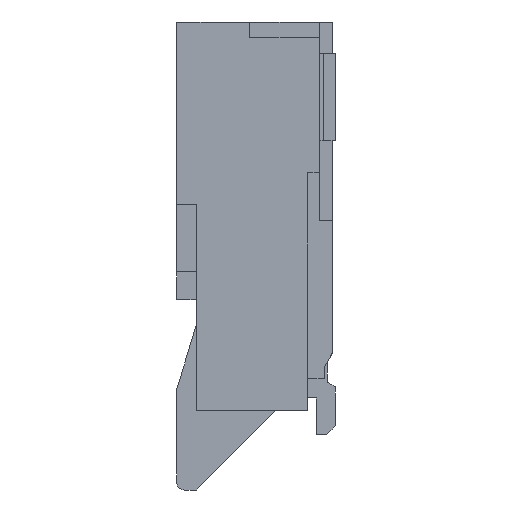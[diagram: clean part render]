
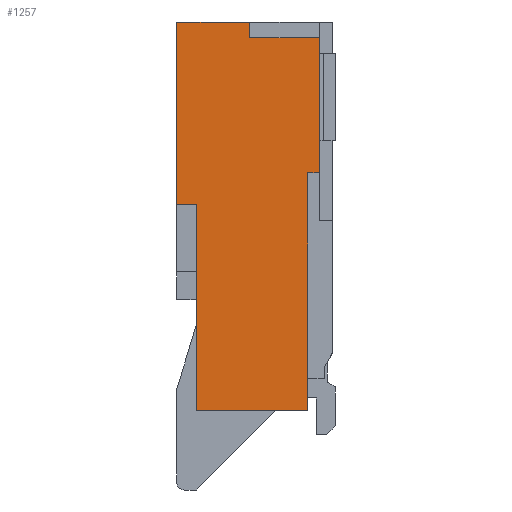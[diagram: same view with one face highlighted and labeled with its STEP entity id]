
A CAD part, left-side view. The second image highlights one B-rep face of the part: STEP entity #1257.
In plain terms, the highlighted planar face has unit normal (-1, 0, 0).
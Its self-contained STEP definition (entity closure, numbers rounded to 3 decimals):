
#283 = VERTEX_POINT ( 'NONE', #5878 ) ;
#389 = VERTEX_POINT ( 'NONE', #6204 ) ;
#456 = EDGE_CURVE ( 'NONE', #30761, #1018, #6404, .T. ) ;
#683 = ORIENTED_EDGE ( 'NONE', *, *, #1611, .F. ) ;
#1018 = VERTEX_POINT ( 'NONE', #9206 ) ;
#1257 = ADVANCED_FACE ( 'NONE', ( #9851 ), #9876, .T. ) ;
#17693 = ORIENTED_EDGE ( 'NONE', *, *, #18036, .F. ) ;
#1611 = EDGE_CURVE ( 'NONE', #30518, #12381, #10884, .T. ) ;
#1613 = ORIENTED_EDGE ( 'NONE', *, *, #2458, .F. ) ;
#18036 = EDGE_CURVE ( 'NONE', #2863, #31061, #26205, .T. ) ;
#2023 = EDGE_CURVE ( 'NONE', #12381, #2677, #11936, .T. ) ;
#2212 = EDGE_CURVE ( 'NONE', #283, #2863, #12549, .T. ) ;
#2235 = ORIENTED_EDGE ( 'NONE', *, *, #3103, .T. ) ;
#18793 = ORIENTED_EDGE ( 'NONE', *, *, #2212, .F. ) ;
#2458 = EDGE_CURVE ( 'NONE', #3113, #389, #13346, .T. ) ;
#2677 = VERTEX_POINT ( 'NONE', #13961 ) ;
#2863 = VERTEX_POINT ( 'NONE', #14534 ) ;
#3103 = EDGE_CURVE ( 'NONE', #1018, #389, #15165, .T. ) ;
#3113 = VERTEX_POINT ( 'NONE', #15229 ) ;
#20964 = LINE ( 'NONE', #20965, #20966 ) ;
#20965 = CARTESIAN_POINT ( 'NONE',  ( -8.25, 0.35, -1.9 ) ) ;
#20966 = VECTOR ( 'NONE', #20967, 1000. ) ;
#20967 = DIRECTION ( 'NONE',  ( 0., -1., 0. ) ) ;
#5878 = CARTESIAN_POINT ( 'NONE',  ( -8.25, 2., -2.3 ) ) ;
#6113 = ORIENTED_EDGE ( 'NONE', *, *, #7298, .T. ) ;
#6204 = CARTESIAN_POINT ( 'NONE',  ( -8.25, 0.35, -4.9 ) ) ;
#6404 = LINE ( 'NONE', #6405, #6454 ) ;
#6405 = CARTESIAN_POINT ( 'NONE',  ( -8.25, 1.75, -4.9 ) ) ;
#6454 = VECTOR ( 'NONE', #6455, 1000. ) ;
#6455 = DIRECTION ( 'NONE',  ( 0., 0., -1. ) ) ;
#23653 = CARTESIAN_POINT ( 'NONE',  ( -8.25, 0.2, -0.2 ) ) ;
#7298 = EDGE_CURVE ( 'NONE', #3113, #2677, #20964, .T. ) ;
#8219 = LINE ( 'NONE', #8220, #8221 ) ;
#8220 = CARTESIAN_POINT ( 'NONE',  ( -8.25, 1.08, -0.2 ) ) ;
#8221 = VECTOR ( 'NONE', #8222, 1000. ) ;
#8222 = DIRECTION ( 'NONE',  ( 0., 0., 1. ) ) ;
#8824 = ORIENTED_EDGE ( 'NONE', *, *, #2023, .F. ) ;
#8918 = LINE ( 'NONE', #8919, #8920 ) ;
#8919 = CARTESIAN_POINT ( 'NONE',  ( -8.25, 1.75, -2.3 ) ) ;
#8920 = VECTOR ( 'NONE', #8921, 1000. ) ;
#8921 = DIRECTION ( 'NONE',  ( 0., 1., 0. ) ) ;
#9186 = EDGE_LOOP ( 'NONE', ( #9828, #17693, #18793, #29439, #31881, #2235, #1613, #6113, #8824, #683 ) ) ;
#9206 = CARTESIAN_POINT ( 'NONE',  ( -8.25, 1.75, -4.9 ) ) ;
#9810 = CARTESIAN_POINT ( 'NONE',  ( -8.25, 1.08, -0.2 ) ) ;
#26205 = LINE ( 'NONE', #26206, #26207 ) ;
#26206 = CARTESIAN_POINT ( 'NONE',  ( -8.25, 2., 0. ) ) ;
#26207 = VECTOR ( 'NONE', #26208, 1000. ) ;
#26208 = DIRECTION ( 'NONE',  ( 0., -1., 0. ) ) ;
#9828 = ORIENTED_EDGE ( 'NONE', *, *, #29922, .T. ) ;
#9851 = FACE_OUTER_BOUND ( 'NONE', #9186, .T. ) ;
#9876 = PLANE ( 'NONE',  #9877 ) ;
#9877 = AXIS2_PLACEMENT_3D ( 'NONE', #9878, #9879, #9880 ) ;
#9878 = CARTESIAN_POINT ( 'NONE',  ( -8.25, 2., -4.9 ) ) ;
#9879 = DIRECTION ( 'NONE',  ( -1., 0., 0. ) ) ;
#9880 = DIRECTION ( 'NONE',  ( 0., 0., 1. ) ) ;
#10297 = CARTESIAN_POINT ( 'NONE',  ( -8.25, 1.75, -2.3 ) ) ;
#10884 = LINE ( 'NONE', #10885, #10886 ) ;
#10885 = CARTESIAN_POINT ( 'NONE',  ( -8.25, 0.2, -0.2 ) ) ;
#10886 = VECTOR ( 'NONE', #10887, 1000. ) ;
#10887 = DIRECTION ( 'NONE',  ( 0., -1., 0. ) ) ;
#11012 = CARTESIAN_POINT ( 'NONE',  ( -8.25, 1.08, 0. ) ) ;
#11936 = LINE ( 'NONE', #11937, #11938 ) ;
#11937 = CARTESIAN_POINT ( 'NONE',  ( -8.25, 0.2, 0. ) ) ;
#11938 = VECTOR ( 'NONE', #11939, 1000. ) ;
#11939 = DIRECTION ( 'NONE',  ( 0., 0., -1. ) ) ;
#12381 = VERTEX_POINT ( 'NONE', #23653 ) ;
#12549 = LINE ( 'NONE', #12550, #12551 ) ;
#12550 = CARTESIAN_POINT ( 'NONE',  ( -8.25, 2., -4.9 ) ) ;
#12551 = VECTOR ( 'NONE', #12552, 1000. ) ;
#12552 = DIRECTION ( 'NONE',  ( 0., 0., 1. ) ) ;
#29439 = ORIENTED_EDGE ( 'NONE', *, *, #30115, .F. ) ;
#13346 = LINE ( 'NONE', #13347, #13348 ) ;
#13347 = CARTESIAN_POINT ( 'NONE',  ( -8.25, 0.35, -4.9 ) ) ;
#13348 = VECTOR ( 'NONE', #13349, 1000. ) ;
#13349 = DIRECTION ( 'NONE',  ( 0., 0., -1. ) ) ;
#29922 = EDGE_CURVE ( 'NONE', #30518, #31061, #8219, .T. ) ;
#30115 = EDGE_CURVE ( 'NONE', #30761, #283, #8918, .T. ) ;
#13961 = CARTESIAN_POINT ( 'NONE',  ( -8.25, 0.2, -1.9 ) ) ;
#30518 = VERTEX_POINT ( 'NONE', #9810 ) ;
#30761 = VERTEX_POINT ( 'NONE', #10297 ) ;
#14534 = CARTESIAN_POINT ( 'NONE',  ( -8.25, 2., 0. ) ) ;
#31061 = VERTEX_POINT ( 'NONE', #11012 ) ;
#15165 = LINE ( 'NONE', #15166, #15167 ) ;
#15166 = CARTESIAN_POINT ( 'NONE',  ( -8.25, 2., -4.9 ) ) ;
#15167 = VECTOR ( 'NONE', #15168, 1000. ) ;
#15168 = DIRECTION ( 'NONE',  ( 0., -1., 0. ) ) ;
#15229 = CARTESIAN_POINT ( 'NONE',  ( -8.25, 0.35, -1.9 ) ) ;
#31881 = ORIENTED_EDGE ( 'NONE', *, *, #456, .T. ) ;
